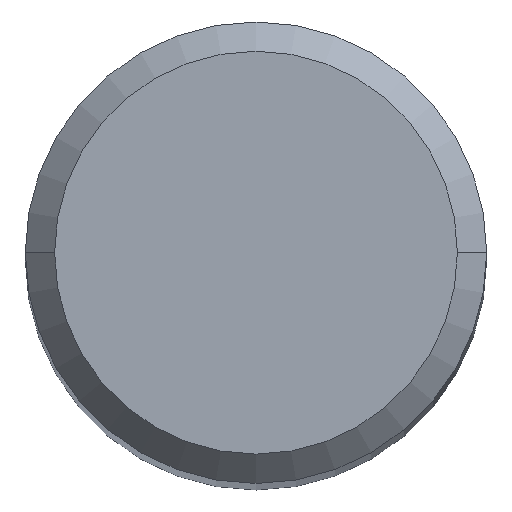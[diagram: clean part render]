
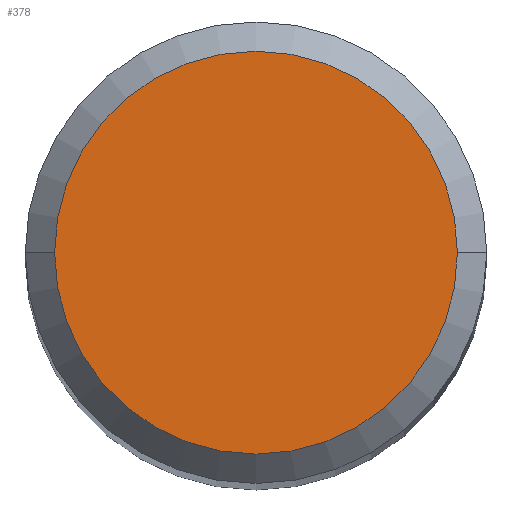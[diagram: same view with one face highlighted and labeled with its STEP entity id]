
A CAD part, top view. The second image highlights one B-rep face of the part: STEP entity #378.
In plain terms, the highlighted planar face has unit normal (0, 0, 1).
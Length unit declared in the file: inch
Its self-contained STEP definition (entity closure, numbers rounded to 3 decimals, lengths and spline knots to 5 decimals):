
#16 = CIRCLE ( 'NONE', #152, 0.10311 ) ;
#52 = VERTEX_POINT ( 'NONE', #249 ) ;
#59 = DIRECTION ( 'NONE',  ( 1., 0., 0. ) ) ;
#95 = EDGE_CURVE ( 'NONE', #52, #129, #16, .T. ) ;
#109 = EDGE_CURVE ( 'NONE', #129, #52, #293, .T. ) ;
#129 = VERTEX_POINT ( 'NONE', #343 ) ;
#152 = AXIS2_PLACEMENT_3D ( 'NONE', #196, #340, #346 ) ;
#157 = CARTESIAN_POINT ( 'NONE',  ( 0., 0., 2.24409 ) ) ;
#160 = DIRECTION ( 'NONE',  ( 0., 0., 1. ) ) ;
#165 = DIRECTION ( 'NONE',  ( 1., 0., 0. ) ) ;
#171 = AXIS2_PLACEMENT_3D ( 'NONE', #157, #311, #59 ) ;
#181 = ORIENTED_EDGE ( 'NONE', *, *, #95, .T. ) ;
#196 = CARTESIAN_POINT ( 'NONE',  ( 0., 0., 2.24409 ) ) ;
#206 = ORIENTED_EDGE ( 'NONE', *, *, #109, .T. ) ;
#249 = CARTESIAN_POINT ( 'NONE',  ( -0.10311, 0., 2.24409 ) ) ;
#278 = PLANE ( 'NONE',  #171 ) ;
#293 = CIRCLE ( 'NONE', #359, 0.10311 ) ;
#298 = EDGE_LOOP ( 'NONE', ( #181, #206 ) ) ;
#311 = DIRECTION ( 'NONE',  ( 0., 0., 1. ) ) ;
#319 = CARTESIAN_POINT ( 'NONE',  ( 0., 0., 2.24409 ) ) ;
#340 = DIRECTION ( 'NONE',  ( 0., 0., 1. ) ) ;
#341 = FACE_OUTER_BOUND ( 'NONE', #298, .T. ) ;
#343 = CARTESIAN_POINT ( 'NONE',  ( 0.10311, 0., 2.24409 ) ) ;
#346 = DIRECTION ( 'NONE',  ( 1., 0., 0. ) ) ;
#359 = AXIS2_PLACEMENT_3D ( 'NONE', #319, #160, #165 ) ;
#378 = ADVANCED_FACE ( 'NONE', ( #341 ), #278, .T. ) ;
